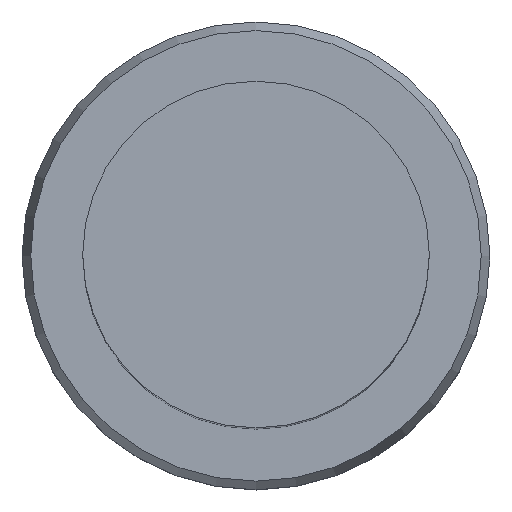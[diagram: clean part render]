
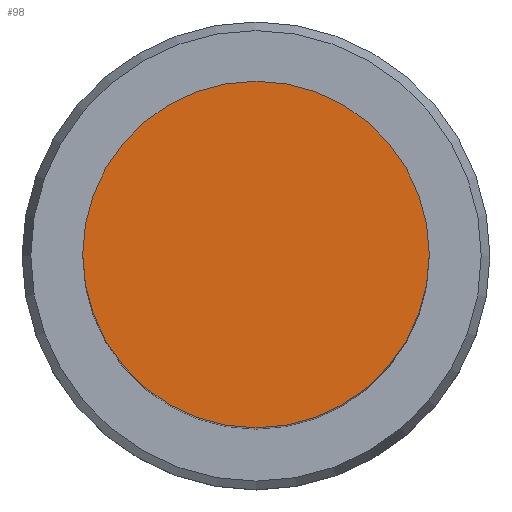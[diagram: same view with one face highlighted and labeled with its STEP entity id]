
A CAD part, top view. The second image highlights one B-rep face of the part: STEP entity #98.
In plain terms, the highlighted planar face has unit normal (0, 0, 1).
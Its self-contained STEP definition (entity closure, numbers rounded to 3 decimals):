
#95=EDGE_CURVE('240[2]',#205,#205,#206,.T.);
#98=ADVANCED_FACE('240[2]',(#209),#210,.T.);
#205=VERTEX_POINT('',#338);
#206=CIRCLE('',#339,10.);
#209=FACE_OUTER_BOUND('',#343,.T.);
#210=PLANE('',#344);
#338=CARTESIAN_POINT('',(0.,10.,151.));
#339=AXIS2_PLACEMENT_3D('',#464,#465,#466);
#343=EDGE_LOOP('',(#468));
#344=AXIS2_PLACEMENT_3D('',#469,#470,#471);
#464=CARTESIAN_POINT('',(0.,0.,151.));
#465=DIRECTION('',(0.,0.,-1.0));
#466=DIRECTION('',(0.,1.0,0.));
#468=ORIENTED_EDGE('',*,*,#95,.F.);
#469=CARTESIAN_POINT('',(0.,5.,151.));
#470=DIRECTION('',(0.,0.,1.0));
#471=DIRECTION('',(1.0,0.,0.0));
